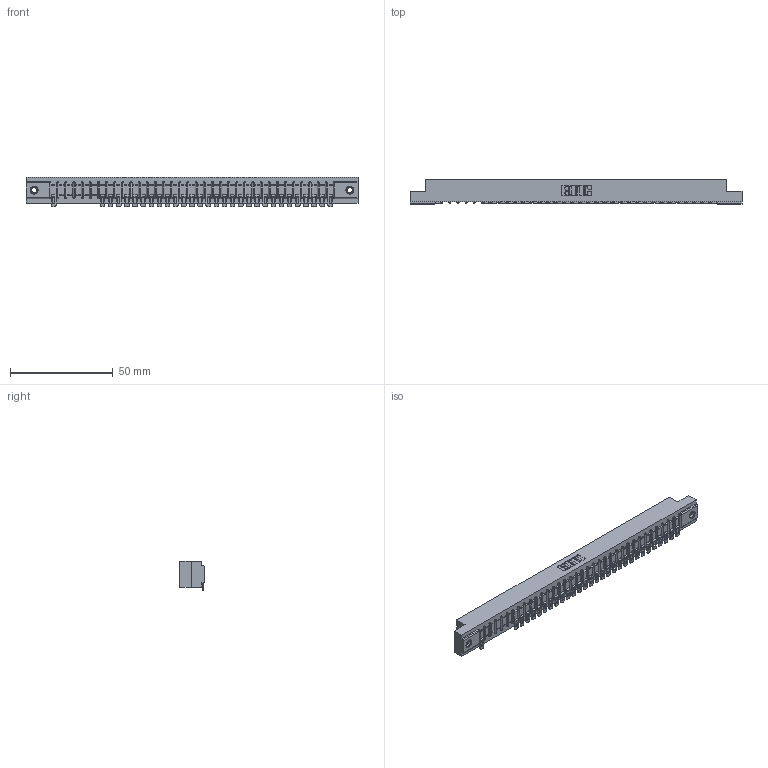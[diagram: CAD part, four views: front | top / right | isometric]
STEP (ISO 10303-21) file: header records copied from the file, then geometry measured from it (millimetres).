
FILE_DESCRIPTION (( 'STEP AP203' ), '1' );
FILE_NAME ('357-035-554-107.STEP', '2018-08-10T04:43:07', ( '' ), ( '' ), 'SwSTEP 2.0', 'SolidWorks 2016', '' );
FILE_SCHEMA (( 'CONFIG_CONTROL_DESIGN' ));
Length unit declared in the file: inch
Products named in the file (4): 357-035-554-107; 307 Part_.156 Dia Mounting Holes; 307-290-002_554; 345-250-001_345-250-005-103
Assembly tree (33 placements, depth 2):
  357-035-554-107
    307 Part_.156 Dia Mounting Holes
    307-290-002_554  x30
    345-250-001_345-250-005-103  x2
Bounding box: 161.7 x 12.01 x 14.52 mm (x, y, z)
Volume: 17104 mm3; surface area: 20573.9 mm2
Topology: 33 solids, 33 shells, 2744 faces, 8369 edges, 5474 vertices
Faces by surface type: plane 1542, cylinder 1114, sphere 72, cone 12, torus 4
Entity records: 32858 total; most frequent: CARTESIAN_POINT 5544, ORIENTED_EDGE 5532, DIRECTION 5400, EDGE_CURVE 2766, LINE 2108, VECTOR 2108, VERTEX_POINT 1790, AXIS2_PLACEMENT_3D 1646
